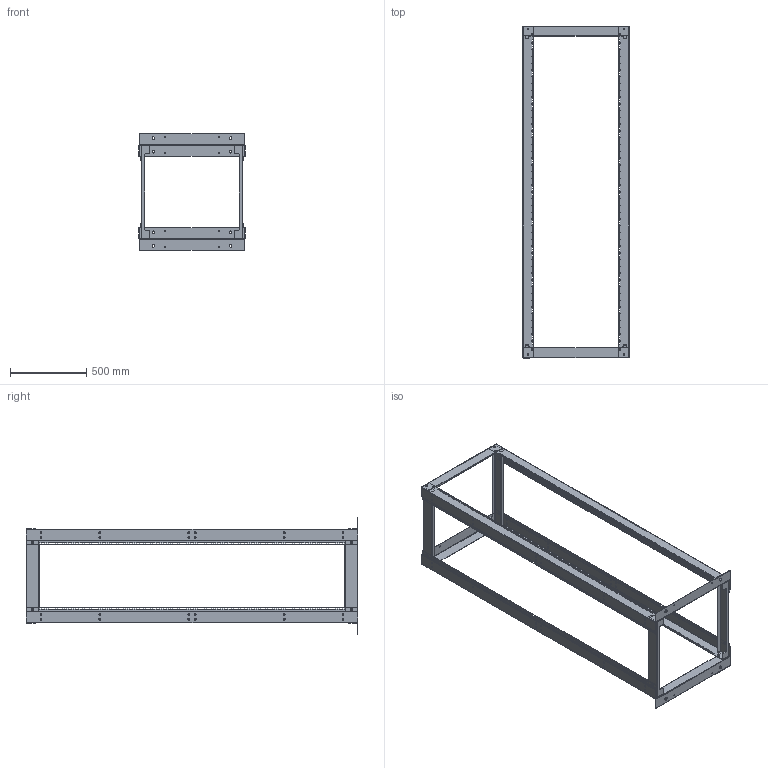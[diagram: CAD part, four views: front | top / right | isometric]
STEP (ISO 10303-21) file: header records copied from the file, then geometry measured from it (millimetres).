
FILE_DESCRIPTION (( 'STEP AP214' ), '1' );
FILE_NAME ('LC23IN4P45U-S_3D.step', '2024-03-11T20:09:56', ( '' ), ( '' ), 'SwSTEP 2.0', 'SolidWorks 2022', '' );
FILE_SCHEMA (( 'AUTOMOTIVE_DESIGN' ));
Length unit declared in the file: inch
Products named in the file (5): 10.20.030304.0015_5; 10.10.030301.0012_45U_5; 10.10.030304.0014_23Ó¢´ç_5; LC23IN4P45U-S_3D; 10.10.030304.0013_23Ó¢´ç_5
Assembly tree (13 placements, depth 3):
  LC23IN4P45U-S_3D
    10.10.030301.0012_45U_5  x4
    10.20.030304.0015_5  x4
      10.10.030304.0013_23Ó¢´ç_5
    10.10.030304.0014_23Ó¢´ç_5  x4
Bounding box: 699.5 x 2178.05 x 765 mm (x, y, z)
Volume: 5517594.4 mm3; surface area: 4613062 mm2
Topology: 12 solids, 12 shells, 6032 faces, 17912 edges, 11904 vertices
Faces by surface type: plane 4928, cylinder 1104
Entity records: 51420 total; most frequent: CARTESIAN_POINT 8979, ORIENTED_EDGE 8956, DIRECTION 8080, EDGE_CURVE 4478, VECTOR 3926, LINE 3926, VERTEX_POINT 2976, EDGE_LOOP 2116
